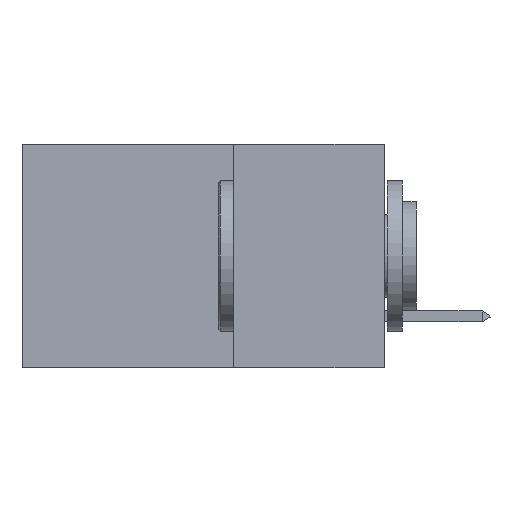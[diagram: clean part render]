
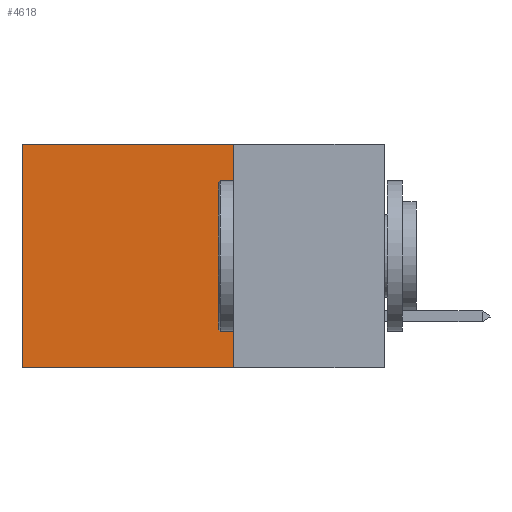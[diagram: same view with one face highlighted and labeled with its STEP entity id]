
A CAD part, left-side view. The second image highlights one B-rep face of the part: STEP entity #4618.
In plain terms, the highlighted planar face has unit normal (-1, 0, 0).
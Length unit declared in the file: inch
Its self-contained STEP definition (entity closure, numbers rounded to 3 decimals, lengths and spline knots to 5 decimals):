
#1 = VECTOR ( 'NONE', #13881, 39.37008 ) ;
#523 = CARTESIAN_POINT ( 'NONE',  ( 0.2875, 0.6, 0. ) ) ;
#761 = VERTEX_POINT ( 'NONE', #27355 ) ;
#800 = LINE ( 'NONE', #4914, #6031 ) ;
#2158 = VECTOR ( 'NONE', #21894, 39.37008 ) ;
#3427 = LINE ( 'NONE', #11338, #1 ) ;
#4279 = LINE ( 'NONE', #12911, #2158 ) ;
#4618 = ADVANCED_FACE ( 'NONE', ( #20111 ), #17187, .F. ) ;
#4914 = CARTESIAN_POINT ( 'NONE',  ( 0.2875, 0.25, -0.37 ) ) ;
#5928 = VERTEX_POINT ( 'NONE', #27130 ) ;
#6031 = VECTOR ( 'NONE', #13997, 39.37008 ) ;
#8380 = AXIS2_PLACEMENT_3D ( 'NONE', #28617, #11654, #27803 ) ;
#10555 = CARTESIAN_POINT ( 'NONE',  ( 0.2875, 0.25, -0.37 ) ) ;
#11052 = EDGE_CURVE ( 'NONE', #5928, #761, #4279, .T. ) ;
#11338 = CARTESIAN_POINT ( 'NONE',  ( 0.2875, 0.25, 0. ) ) ;
#11654 = DIRECTION ( 'NONE',  ( 1., 0., 0. ) ) ;
#12837 = VECTOR ( 'NONE', #27945, 39.37008 ) ;
#12911 = CARTESIAN_POINT ( 'NONE',  ( 0.2875, 0.25, 0. ) ) ;
#13317 = EDGE_CURVE ( 'NONE', #17520, #26573, #800, .T. ) ;
#13539 = EDGE_LOOP ( 'NONE', ( #15493, #16276, #16077, #20131 ) ) ;
#13881 = DIRECTION ( 'NONE',  ( 0., 0., -1. ) ) ;
#13997 = DIRECTION ( 'NONE',  ( 0., 1., 0. ) ) ;
#15493 = ORIENTED_EDGE ( 'NONE', *, *, #25564, .T. ) ;
#16077 = ORIENTED_EDGE ( 'NONE', *, *, #23680, .F. ) ;
#16276 = ORIENTED_EDGE ( 'NONE', *, *, #13317, .F. ) ;
#17187 = PLANE ( 'NONE',  #8380 ) ;
#17520 = VERTEX_POINT ( 'NONE', #10555 ) ;
#19759 = CARTESIAN_POINT ( 'NONE',  ( 0.2875, 0.6, -0.37 ) ) ;
#20111 = FACE_OUTER_BOUND ( 'NONE', #13539, .T. ) ;
#20131 = ORIENTED_EDGE ( 'NONE', *, *, #11052, .T. ) ;
#21894 = DIRECTION ( 'NONE',  ( 0., 1., 0. ) ) ;
#23680 = EDGE_CURVE ( 'NONE', #5928, #17520, #3427, .T. ) ;
#25564 = EDGE_CURVE ( 'NONE', #761, #26573, #26959, .T. ) ;
#26573 = VERTEX_POINT ( 'NONE', #19759 ) ;
#26959 = LINE ( 'NONE', #523, #12837 ) ;
#27130 = CARTESIAN_POINT ( 'NONE',  ( 0.2875, 0.25, 0. ) ) ;
#27355 = CARTESIAN_POINT ( 'NONE',  ( 0.2875, 0.6, 0. ) ) ;
#27803 = DIRECTION ( 'NONE',  ( 0., 0., -1. ) ) ;
#27945 = DIRECTION ( 'NONE',  ( 0., 0., -1. ) ) ;
#28617 = CARTESIAN_POINT ( 'NONE',  ( 0.2875, 0.25, 0. ) ) ;
